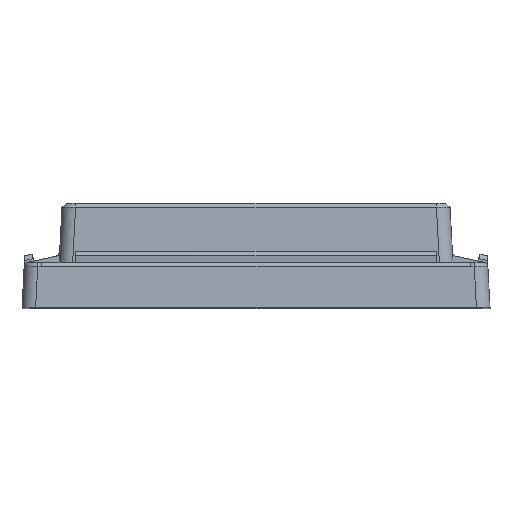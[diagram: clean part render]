
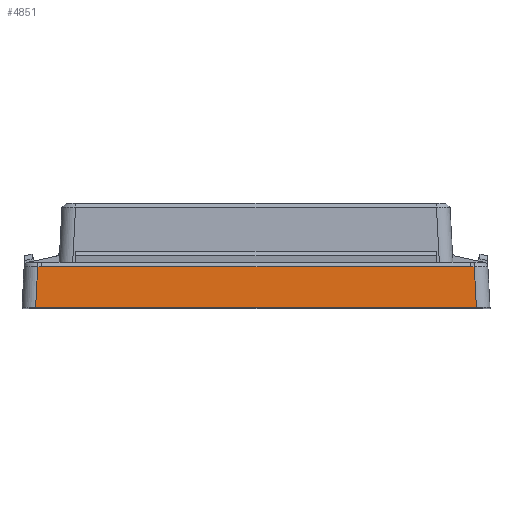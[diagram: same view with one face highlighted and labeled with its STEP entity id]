
A CAD part, top view. The second image highlights one B-rep face of the part: STEP entity #4851.
In plain terms, the highlighted planar face has unit normal (0, 0.052, 0.999).
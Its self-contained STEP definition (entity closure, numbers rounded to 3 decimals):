
#3 = EDGE_CURVE ( 'NONE', #3593, #6195, #5083, .T. ) ;
#45 = CARTESIAN_POINT ( 'NONE',  ( -88.065, 8.44, 120.058 ) ) ;
#146 =( BOUNDED_CURVE ( )  B_SPLINE_CURVE ( 3, ( #6114, #1804, #2294, #5700 ),
 .UNSPECIFIED., .F., .F. ) 
 B_SPLINE_CURVE_WITH_KNOTS ( ( 4, 4 ),
 ( 1.89, 1.937 ),
 .UNSPECIFIED. ) 
 CURVE ( )  GEOMETRIC_REPRESENTATION_ITEM ( )  RATIONAL_B_SPLINE_CURVE ( ( 1., 1., 1., 1. ) ) 
 REPRESENTATION_ITEM ( '' )  );
#269 = CARTESIAN_POINT ( 'NONE',  ( 86.465, 8.467, 120.056 ) ) ;
#332 = CARTESIAN_POINT ( 'NONE',  ( 94., 0., 120.5 ) ) ;
#340 = CARTESIAN_POINT ( 'NONE',  ( 94., -8., 120.919 ) ) ;
#468 = VERTEX_POINT ( 'NONE', #2357 ) ;
#576 = LINE ( 'NONE', #5049, #2804 ) ;
#606 = CARTESIAN_POINT ( 'NONE',  ( -88.927, -8., 120.919 ) ) ;
#780 = PLANE ( 'NONE',  #4824 ) ;
#823 = VERTEX_POINT ( 'NONE', #269 ) ;
#1011 = CARTESIAN_POINT ( 'NONE',  ( 88.065, 8.44, 120.058 ) ) ;
#1132 = VECTOR ( 'NONE', #3881, 1000. ) ;
#1266 = ORIENTED_EDGE ( 'NONE', *, *, #5005, .T. ) ;
#1280 = VECTOR ( 'NONE', #1911, 1000. ) ;
#1514 = CARTESIAN_POINT ( 'NONE',  ( -87.966, 8.467, 120.056 ) ) ;
#1762 = EDGE_CURVE ( 'NONE', #3306, #6195, #3123, .T. ) ;
#1804 = CARTESIAN_POINT ( 'NONE',  ( 87.53, 8.458, 120.057 ) ) ;
#1911 = DIRECTION ( 'NONE',  ( -1., 0., 0. ) ) ;
#2251 = VERTEX_POINT ( 'NONE', #1011 ) ;
#2294 = CARTESIAN_POINT ( 'NONE',  ( 86.996, 8.467, 120.056 ) ) ;
#2328 = ORIENTED_EDGE ( 'NONE', *, *, #3, .T. ) ;
#2357 = CARTESIAN_POINT ( 'NONE',  ( -86.465, 8.467, 120.056 ) ) ;
#2697 = VECTOR ( 'NONE', #2702, 1000. ) ;
#2702 = DIRECTION ( 'NONE',  ( -0.052, -0.997, 0.052 ) ) ;
#2775 = ORIENTED_EDGE ( 'NONE', *, *, #5847, .T. ) ;
#2804 = VECTOR ( 'NONE', #5070, 1000. ) ;
#2816 = FACE_OUTER_BOUND ( 'NONE', #6284, .T. ) ;
#2894 = ORIENTED_EDGE ( 'NONE', *, *, #5191, .T. ) ;
#2935 = CARTESIAN_POINT ( 'NONE',  ( -86.465, 8.467, 120.056 ) ) ;
#3123 = LINE ( 'NONE', #340, #1280 ) ;
#3209 = ORIENTED_EDGE ( 'NONE', *, *, #6165, .T. ) ;
#3306 = VERTEX_POINT ( 'NONE', #4589 ) ;
#3571 = LINE ( 'NONE', #1514, #1132 ) ;
#3593 = VERTEX_POINT ( 'NONE', #45 ) ;
#3662 = DIRECTION ( 'NONE',  ( 0., 0.052, 0.999 ) ) ;
#3881 = DIRECTION ( 'NONE',  ( -1., 0., 0. ) ) ;
#4164 = DIRECTION ( 'NONE',  ( 0., -0.999, 0.052 ) ) ;
#4589 = CARTESIAN_POINT ( 'NONE',  ( 88.927, -8., 120.919 ) ) ;
#4824 = AXIS2_PLACEMENT_3D ( 'NONE', #332, #3662, #4164 ) ;
#4851 = ADVANCED_FACE ( 'NONE', ( #2816 ), #780, .T. ) ;
#4874 = CARTESIAN_POINT ( 'NONE',  ( -88.065, 8.44, 120.058 ) ) ;
#4907 = ORIENTED_EDGE ( 'NONE', *, *, #1762, .F. ) ;
#5005 = EDGE_CURVE ( 'NONE', #823, #468, #3571, .T. ) ;
#5049 = CARTESIAN_POINT ( 'NONE',  ( 88.523, -0.286, 120.515 ) ) ;
#5070 = DIRECTION ( 'NONE',  ( -0.052, 0.997, -0.052 ) ) ;
#5083 = LINE ( 'NONE', #5627, #2697 ) ;
#5191 = EDGE_CURVE ( 'NONE', #468, #3593, #6267, .T. ) ;
#5484 = CARTESIAN_POINT ( 'NONE',  ( -86.996, 8.467, 120.056 ) ) ;
#5627 = CARTESIAN_POINT ( 'NONE',  ( -88.009, 9.513, 120.001 ) ) ;
#5700 = CARTESIAN_POINT ( 'NONE',  ( 86.465, 8.467, 120.056 ) ) ;
#5847 = EDGE_CURVE ( 'NONE', #2251, #823, #146, .T. ) ;
#5863 = CARTESIAN_POINT ( 'NONE',  ( -87.53, 8.458, 120.057 ) ) ;
#6114 = CARTESIAN_POINT ( 'NONE',  ( 88.065, 8.44, 120.058 ) ) ;
#6165 = EDGE_CURVE ( 'NONE', #3306, #2251, #576, .T. ) ;
#6195 = VERTEX_POINT ( 'NONE', #606 ) ;
#6267 =( BOUNDED_CURVE ( )  B_SPLINE_CURVE ( 3, ( #2935, #5484, #5863, #4874 ),
 .UNSPECIFIED., .F., .F. ) 
 B_SPLINE_CURVE_WITH_KNOTS ( ( 4, 4 ),
 ( 4.346, 4.393 ),
 .UNSPECIFIED. ) 
 CURVE ( )  GEOMETRIC_REPRESENTATION_ITEM ( )  RATIONAL_B_SPLINE_CURVE ( ( 1., 1., 1., 1. ) ) 
 REPRESENTATION_ITEM ( '' )  );
#6284 = EDGE_LOOP ( 'NONE', ( #3209, #2775, #1266, #2894, #2328, #4907 ) ) ;
